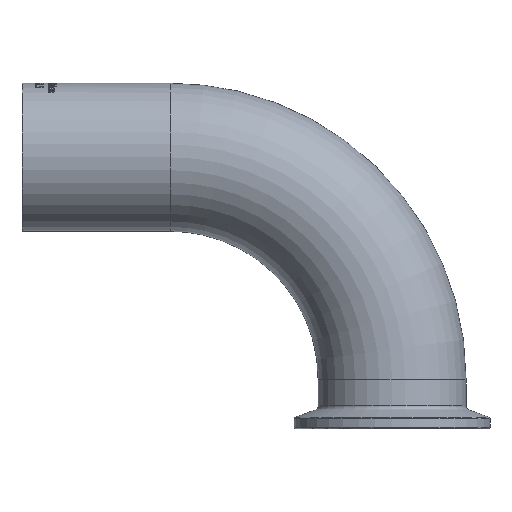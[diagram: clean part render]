
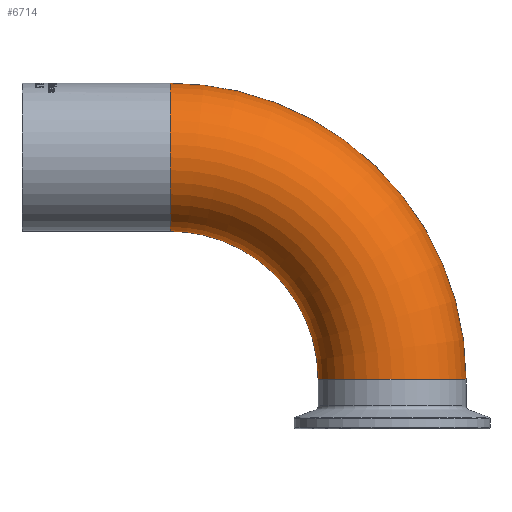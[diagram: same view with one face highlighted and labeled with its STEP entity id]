
A CAD part, front view. The second image highlights one B-rep face of the part: STEP entity #6714.
In plain terms, the highlighted toroidal (fillet/blend) face has major radius 57.15 mm and minor radius 19.05 mm.
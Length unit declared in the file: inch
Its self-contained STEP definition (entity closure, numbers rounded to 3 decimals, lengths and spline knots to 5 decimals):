
#26=TOROIDAL_SURFACE('',#7112,2.25,0.75);
#123=FACE_BOUND('',#1249,.T.);
#819=FACE_OUTER_BOUND('',#1248,.T.);
#1248=EDGE_LOOP('',(#6246));
#1249=EDGE_LOOP('',(#6247));
#1384=CIRCLE('',#7061,0.75);
#1404=CIRCLE('',#7103,0.75);
#3272=VERTEX_POINT('',#14800);
#3292=VERTEX_POINT('',#14862);
#4256=EDGE_CURVE('',#3272,#3272,#1384,.T.);
#4276=EDGE_CURVE('',#3292,#3292,#1404,.T.);
#6246=ORIENTED_EDGE('',*,*,#4256,.T.);
#6247=ORIENTED_EDGE('',*,*,#4276,.F.);
#6714=ADVANCED_FACE('',(#819,#123),#26,.T.);
#7061=AXIS2_PLACEMENT_3D('',#14801,#8237,#8238);
#7103=AXIS2_PLACEMENT_3D('',#14863,#8321,#8322);
#7112=AXIS2_PLACEMENT_3D('',#14875,#8339,#8340);
#8237=DIRECTION('center_axis',(1.,0.,0.));
#8238=DIRECTION('ref_axis',(0.,0.,
-1.));
#8321=DIRECTION('center_axis',(0.,0.,-1.));
#8322=DIRECTION('ref_axis',(-1.,0.,0.));
#8339=DIRECTION('center_axis',(0.,-1.,0.));
#8340=DIRECTION('ref_axis',(0.,0.,-1.));
#14800=CARTESIAN_POINT('',(-2.25,0.,3.));
#14801=CARTESIAN_POINT('Origin',(-2.25,0.,2.25));
#14862=CARTESIAN_POINT('',(0.75,0.,0.));
#14863=CARTESIAN_POINT('Origin',(0.,0.,0.));
#14875=CARTESIAN_POINT('Origin',(-2.25,0.,0.));
